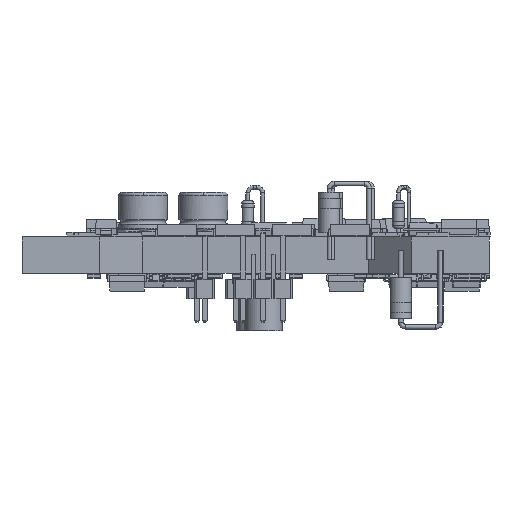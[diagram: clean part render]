
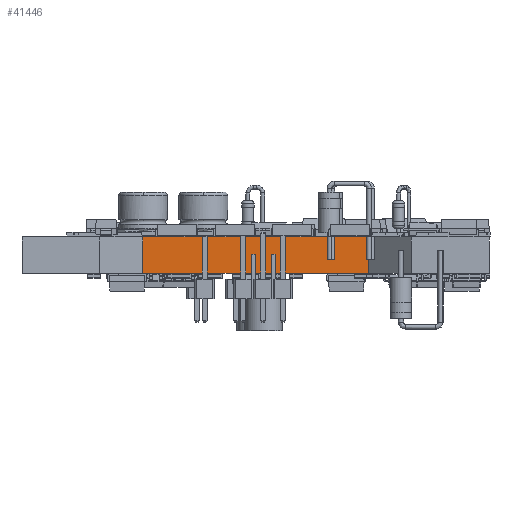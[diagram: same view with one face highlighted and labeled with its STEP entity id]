
A CAD part, left-side view. The second image highlights one B-rep face of the part: STEP entity #41446.
In plain terms, the highlighted planar face has unit normal (-1, 0, 0).
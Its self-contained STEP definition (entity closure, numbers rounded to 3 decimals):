
#41265 = PLANE('',#41266);
#41266 = AXIS2_PLACEMENT_3D('',#41267,#41268,#41269);
#41267 = CARTESIAN_POINT('',(-30.,20.,0.));
#41268 = DIRECTION('',(0.707,0.707,-0.));
#41269 = DIRECTION('',(0.707,-0.707,0.));
#41290 = VERTEX_POINT('',#41291);
#41291 = CARTESIAN_POINT('',(-24.5,14.5,4.69));
#41305 = PLANE('',#41306);
#41306 = AXIS2_PLACEMENT_3D('',#41307,#41308,#41309);
#41307 = CARTESIAN_POINT('',(0.,0.,4.69));
#41308 = DIRECTION('',(0.,0.,1.));
#41309 = DIRECTION('',(1.,0.,-0.));
#41317 = EDGE_CURVE('',#41318,#41290,#41320,.T.);
#41318 = VERTEX_POINT('',#41319);
#41319 = CARTESIAN_POINT('',(-24.5,14.5,0.));
#41320 = SURFACE_CURVE('',#41321,(#41325,#41332),.PCURVE_S1.);
#41321 = LINE('',#41322,#41323);
#41322 = CARTESIAN_POINT('',(-24.5,14.5,0.));
#41323 = VECTOR('',#41324,1.);
#41324 = DIRECTION('',(0.,0.,1.));
#41325 = PCURVE('',#41265,#41326);
#41326 = DEFINITIONAL_REPRESENTATION('',(#41327),#41331);
#41327 = LINE('',#41328,#41329);
#41328 = CARTESIAN_POINT('',(7.778,0.));
#41329 = VECTOR('',#41330,1.);
#41330 = DIRECTION('',(0.,-1.));
#41331 = ( GEOMETRIC_REPRESENTATION_CONTEXT(2) 
PARAMETRIC_REPRESENTATION_CONTEXT() REPRESENTATION_CONTEXT('2D SPACE',''
  ) );
#41332 = PCURVE('',#41333,#41338);
#41333 = PLANE('',#41334);
#41334 = AXIS2_PLACEMENT_3D('',#41335,#41336,#41337);
#41335 = CARTESIAN_POINT('',(-24.5,14.5,0.));
#41336 = DIRECTION('',(1.,0.,-0.));
#41337 = DIRECTION('',(0.,-1.,0.));
#41338 = DEFINITIONAL_REPRESENTATION('',(#41339),#41343);
#41339 = LINE('',#41340,#41341);
#41340 = CARTESIAN_POINT('',(0.,0.));
#41341 = VECTOR('',#41342,1.);
#41342 = DIRECTION('',(0.,-1.));
#41343 = ( GEOMETRIC_REPRESENTATION_CONTEXT(2) 
PARAMETRIC_REPRESENTATION_CONTEXT() REPRESENTATION_CONTEXT('2D SPACE',''
  ) );
#41359 = PLANE('',#41360);
#41360 = AXIS2_PLACEMENT_3D('',#41361,#41362,#41363);
#41361 = CARTESIAN_POINT('',(0.,0.,0.));
#41362 = DIRECTION('',(0.,0.,1.));
#41363 = DIRECTION('',(1.,0.,-0.));
#41446 = ADVANCED_FACE('',(#41447),#41333,.F.);
#41447 = FACE_BOUND('',#41448,.F.);
#41448 = EDGE_LOOP('',(#41449,#41450,#41473,#41501));
#41449 = ORIENTED_EDGE('',*,*,#41317,.T.);
#41450 = ORIENTED_EDGE('',*,*,#41451,.T.);
#41451 = EDGE_CURVE('',#41290,#41452,#41454,.T.);
#41452 = VERTEX_POINT('',#41453);
#41453 = CARTESIAN_POINT('',(-24.5,-14.5,4.69));
#41454 = SURFACE_CURVE('',#41455,(#41459,#41466),.PCURVE_S1.);
#41455 = LINE('',#41456,#41457);
#41456 = CARTESIAN_POINT('',(-24.5,14.5,4.69));
#41457 = VECTOR('',#41458,1.);
#41458 = DIRECTION('',(0.,-1.,0.));
#41459 = PCURVE('',#41333,#41460);
#41460 = DEFINITIONAL_REPRESENTATION('',(#41461),#41465);
#41461 = LINE('',#41462,#41463);
#41462 = CARTESIAN_POINT('',(0.,-4.69));
#41463 = VECTOR('',#41464,1.);
#41464 = DIRECTION('',(1.,0.));
#41465 = ( GEOMETRIC_REPRESENTATION_CONTEXT(2) 
PARAMETRIC_REPRESENTATION_CONTEXT() REPRESENTATION_CONTEXT('2D SPACE',''
  ) );
#41466 = PCURVE('',#41305,#41467);
#41467 = DEFINITIONAL_REPRESENTATION('',(#41468),#41472);
#41468 = LINE('',#41469,#41470);
#41469 = CARTESIAN_POINT('',(-24.5,14.5));
#41470 = VECTOR('',#41471,1.);
#41471 = DIRECTION('',(0.,-1.));
#41472 = ( GEOMETRIC_REPRESENTATION_CONTEXT(2) 
PARAMETRIC_REPRESENTATION_CONTEXT() REPRESENTATION_CONTEXT('2D SPACE',''
  ) );
#41473 = ORIENTED_EDGE('',*,*,#41474,.F.);
#41474 = EDGE_CURVE('',#41475,#41452,#41477,.T.);
#41475 = VERTEX_POINT('',#41476);
#41476 = CARTESIAN_POINT('',(-24.5,-14.5,0.));
#41477 = SURFACE_CURVE('',#41478,(#41482,#41489),.PCURVE_S1.);
#41478 = LINE('',#41479,#41480);
#41479 = CARTESIAN_POINT('',(-24.5,-14.5,0.));
#41480 = VECTOR('',#41481,1.);
#41481 = DIRECTION('',(0.,0.,1.));
#41482 = PCURVE('',#41333,#41483);
#41483 = DEFINITIONAL_REPRESENTATION('',(#41484),#41488);
#41484 = LINE('',#41485,#41486);
#41485 = CARTESIAN_POINT('',(29.,0.));
#41486 = VECTOR('',#41487,1.);
#41487 = DIRECTION('',(0.,-1.));
#41488 = ( GEOMETRIC_REPRESENTATION_CONTEXT(2) 
PARAMETRIC_REPRESENTATION_CONTEXT() REPRESENTATION_CONTEXT('2D SPACE',''
  ) );
#41489 = PCURVE('',#41490,#41495);
#41490 = PLANE('',#41491);
#41491 = AXIS2_PLACEMENT_3D('',#41492,#41493,#41494);
#41492 = CARTESIAN_POINT('',(-24.5,-14.5,0.));
#41493 = DIRECTION('',(0.707,-0.707,0.));
#41494 = DIRECTION('',(-0.707,-0.707,0.));
#41495 = DEFINITIONAL_REPRESENTATION('',(#41496),#41500);
#41496 = LINE('',#41497,#41498);
#41497 = CARTESIAN_POINT('',(0.,0.));
#41498 = VECTOR('',#41499,1.);
#41499 = DIRECTION('',(0.,-1.));
#41500 = ( GEOMETRIC_REPRESENTATION_CONTEXT(2) 
PARAMETRIC_REPRESENTATION_CONTEXT() REPRESENTATION_CONTEXT('2D SPACE',''
  ) );
#41501 = ORIENTED_EDGE('',*,*,#41502,.F.);
#41502 = EDGE_CURVE('',#41318,#41475,#41503,.T.);
#41503 = SURFACE_CURVE('',#41504,(#41508,#41515),.PCURVE_S1.);
#41504 = LINE('',#41505,#41506);
#41505 = CARTESIAN_POINT('',(-24.5,14.5,0.));
#41506 = VECTOR('',#41507,1.);
#41507 = DIRECTION('',(0.,-1.,0.));
#41508 = PCURVE('',#41333,#41509);
#41509 = DEFINITIONAL_REPRESENTATION('',(#41510),#41514);
#41510 = LINE('',#41511,#41512);
#41511 = CARTESIAN_POINT('',(0.,0.));
#41512 = VECTOR('',#41513,1.);
#41513 = DIRECTION('',(1.,0.));
#41514 = ( GEOMETRIC_REPRESENTATION_CONTEXT(2) 
PARAMETRIC_REPRESENTATION_CONTEXT() REPRESENTATION_CONTEXT('2D SPACE',''
  ) );
#41515 = PCURVE('',#41359,#41516);
#41516 = DEFINITIONAL_REPRESENTATION('',(#41517),#41521);
#41517 = LINE('',#41518,#41519);
#41518 = CARTESIAN_POINT('',(-24.5,14.5));
#41519 = VECTOR('',#41520,1.);
#41520 = DIRECTION('',(0.,-1.));
#41521 = ( GEOMETRIC_REPRESENTATION_CONTEXT(2) 
PARAMETRIC_REPRESENTATION_CONTEXT() REPRESENTATION_CONTEXT('2D SPACE',''
  ) );
